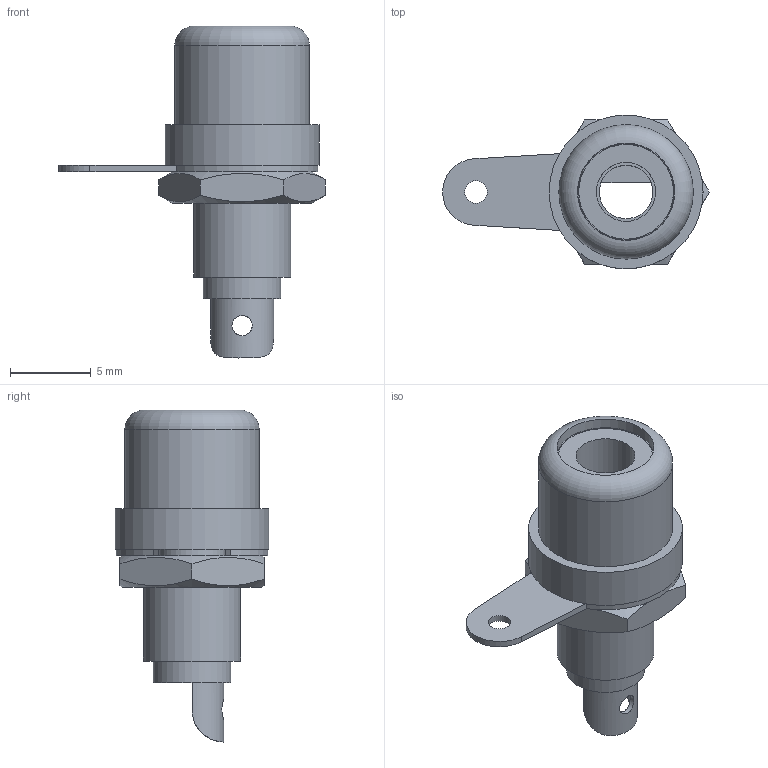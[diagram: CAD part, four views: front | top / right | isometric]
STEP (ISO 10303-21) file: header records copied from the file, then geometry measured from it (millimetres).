
FILE_DESCRIPTION((''),'2;1');
FILE_NAME('RCA Receptacle - Pro Signal PSG01512.stp','2013-02-04T10:57:04',('sdarley'),(''),'Autodesk Inventor 2013','Autodesk Inventor 2013','');
FILE_SCHEMA(('AUTOMOTIVE_DESIGN { 1 0 10303 214 1 1 1 1 }'));
Length unit declared in the file: millimetre
Products named in the file (6): RCA Receptacle - Pro Signal PSG01512; Pro Signal RCA Receptacle Body; Pro Signal RCA Receptacle Dielectric; Pro Signal RCA Receptacle Pin; Pro Signal RCA Receptacle Earthing Patch; Pro Signal RCA Receptacle Nut
Assembly tree (5 placements, depth 2):
  RCA Receptacle - Pro Signal PSG01512
    Pro Signal RCA Receptacle Body
    Pro Signal RCA Receptacle Dielectric
    Pro Signal RCA Receptacle Pin
    Pro Signal RCA Receptacle Earthing Patch
    Pro Signal RCA Receptacle Nut
Bounding box: 16.46 x 9.5 x 20.5 mm (x, y, z)
Volume: 661.3 mm3; surface area: 1821.1 mm2
Topology: 5 solids, 5 shells, 50 faces, 103 edges, 66 vertices
Faces by surface type: plane 26, cylinder 18, torus 3, cone 3
Full cylindrical faces by diameter (mm): 1.25 x1, 1.4 x1, 3.3 x1, 3.65 x1, 3.8 x1, 3.9 x1, 4.75 x1, 4.8 x1, 5.9 x1, 6 x1, 6.25 x1, 7.05 x2, 8.3 x1, 9.5 x1
Entity records: 1506 total; most frequent: CARTESIAN_POINT 345, DIRECTION 224, ORIENTED_EDGE 162, AXIS2_PLACEMENT_3D 99, EDGE_LOOP 88, EDGE_CURVE 81, VERTEX_POINT 65, FACE_OUTER_BOUND 50
